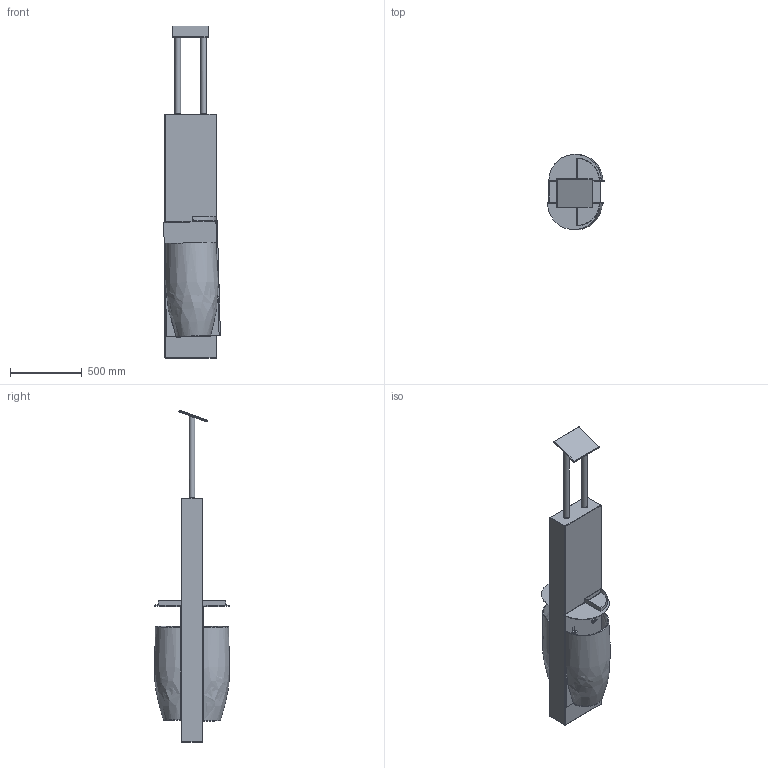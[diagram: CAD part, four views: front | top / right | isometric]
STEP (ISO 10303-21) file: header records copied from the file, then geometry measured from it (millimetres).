
FILE_DESCRIPTION(/* description */ ('Unknown'),/* implementation_level */ '2;1');
FILE_NAME(/* name */ 'solar_bin',/* time_stamp */ '2019-09-15T11:07:35+02:00',/* author */ ('Unknown'),/* organization */ ('Unknown'),/* preprocessor_version */ 'ST-DEVELOPER v16.7',/* originating_system */ 'DEX',/* authorisation */ $);
FILE_SCHEMA (('AUTOMOTIVE_DESIGN {1 0 10303 214 3 1 1}'));
Length unit declared in the file: millimetre
Products named in the file (14): solar_bin; frame; bin_mounting_plastic; bin_back; bin_robe; bin_bottom; bin_roof; ashtray; bin_mounting_paper; bin_buttom
Assembly tree (13 placements, depth 3):
  solar_bin
    frame
    bin_mounting_plastic
      bin_back
      bin_robe
      bin_bottom
      bin_roof
      ashtray
    bin_mounting_paper
      bin_back
      bin_robe
      bin_buttom
      bin_roof
      ashtray
Bounding box: 396.34 x 525 x 2315.46 mm (x, y, z)
Volume: 101052766.5 mm3; surface area: 5158272.9 mm2
Topology: 11 solids, 11 shells, 282 faces, 615 edges, 336 vertices
Faces by surface type: cylinder 115, plane 87, sphere 40, torus 26, bspline 14
Full cylindrical faces by diameter (mm): 20 x1, 40 x6
Entity records: 10113 total; most frequent: CARTESIAN_POINT 2300, DIRECTION 1368, ORIENTED_EDGE 1124, EDGE_CURVE 562, AXIS2_PLACEMENT_3D 548, VERTEX_POINT 322, EDGE_LOOP 312, FACE_BOUND 312
